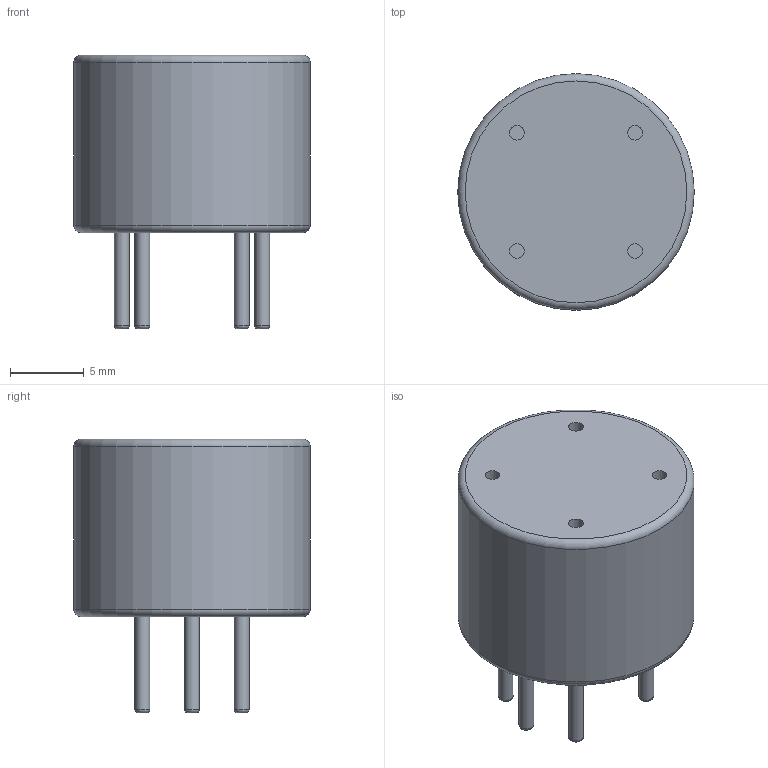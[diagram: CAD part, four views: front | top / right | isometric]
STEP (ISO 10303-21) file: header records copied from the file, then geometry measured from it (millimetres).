
FILE_DESCRIPTION(('FreeCAD Model'),'2;1');
FILE_NAME( 'MQ131.step', '2020-06-19T00:35:02',(''),(''),'Open CASCADE STEP processor 7.3', 'FreeCAD','Unknown');
FILE_SCHEMA(('AUTOMOTIVE_DESIGN { 1 0 10303 214 1 1 1 1 }'));
Length unit declared in the file: millimetre
Products named in the file (7): Fillet; Fillet003; Fillet006; Fillet001; Fillet005; Fillet002; Fillet004
Bounding box: 16 x 16 x 18.5 mm (x, y, z)
Volume: 2287.1 mm3; surface area: 1239.4 mm2
Topology: 7 solids, 7 shells, 41 faces, 55 edges, 34 vertices
Faces by surface type: plane 20, cylinder 13, torus 8
Full cylindrical faces by diameter (mm): 1 x10, 2 x1, 6 x1, 16 x1
Entity records: 1221 total; most frequent: DIRECTION 181, CARTESIAN_POINT 131, ORIENTED_EDGE 110, AXIS2_PLACEMENT_3D 84, EDGE_CURVE 55, FACE_BOUND 47, EDGE_LOOP 47, CIRCLE 42
